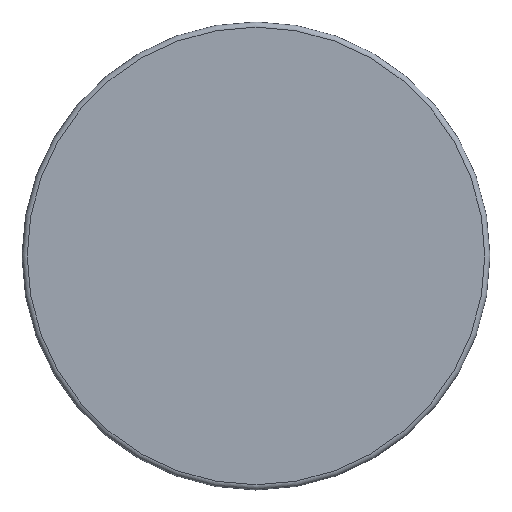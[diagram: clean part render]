
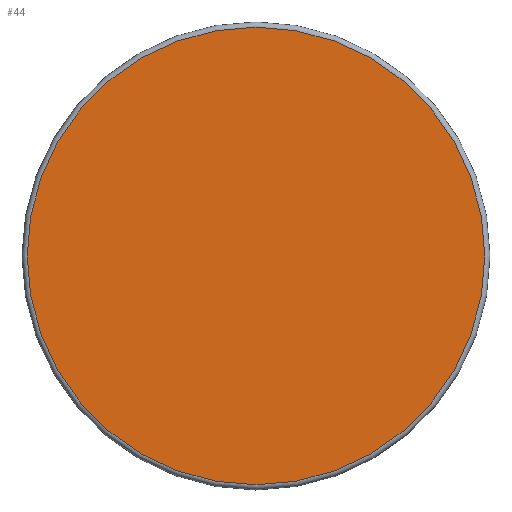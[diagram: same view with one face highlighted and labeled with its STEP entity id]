
A CAD part, top view. The second image highlights one B-rep face of the part: STEP entity #44.
In plain terms, the highlighted planar face has unit normal (0, 0, 1).
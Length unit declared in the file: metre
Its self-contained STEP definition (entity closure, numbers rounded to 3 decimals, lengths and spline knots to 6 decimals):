
#13=PLANE('',#63);
#17=ORIENTED_EDGE('',*,*,#23,.T.);
#23=EDGE_CURVE('',#26,#26,#29,.T.);
#26=VERTEX_POINT('',#91);
#29=CIRCLE('',#64,0.088);
#32=EDGE_LOOP('',(#17));
#38=FACE_BOUND('',#32,.T.);
#44=ADVANCED_FACE('',(#38),#13,.T.);
#63=AXIS2_PLACEMENT_3D('',#89,#75,#76);
#64=AXIS2_PLACEMENT_3D('',#90,#77,#78);
#75=DIRECTION('',(0.,0.,1.));
#76=DIRECTION('',(1.,0.,0.));
#77=DIRECTION('',(0.,0.,1.));
#78=DIRECTION('',(1.,0.,0.));
#89=CARTESIAN_POINT('',(0.,0.,0.005));
#90=CARTESIAN_POINT('',(0.,0.,0.005));
#91=CARTESIAN_POINT('',(0.088,0.,0.005));
